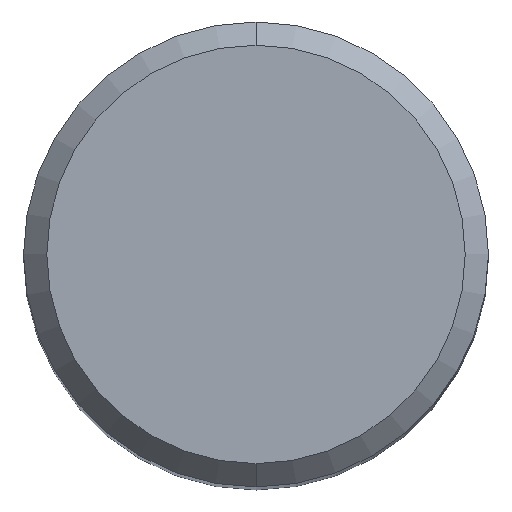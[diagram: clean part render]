
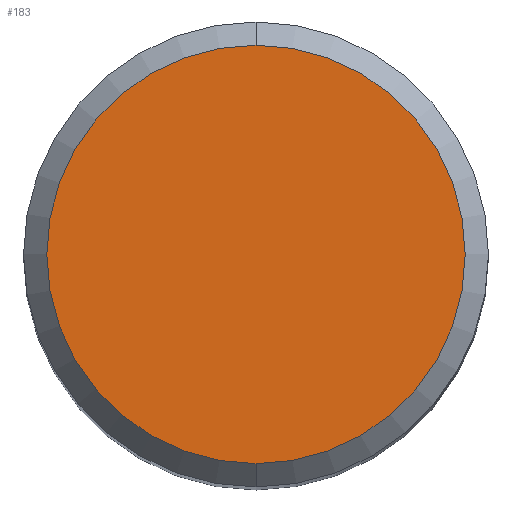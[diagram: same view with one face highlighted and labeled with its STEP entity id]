
A CAD part, top view. The second image highlights one B-rep face of the part: STEP entity #183.
In plain terms, the highlighted planar face has unit normal (0, 0, 1).
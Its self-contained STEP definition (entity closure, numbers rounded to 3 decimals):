
#119=VERTEX_POINT('',#273);
#175=VERTEX_POINT('',#334);
#183=ADVANCED_FACE('',(#344),#345,.T.);
#211=EDGE_CURVE('',#175,#119,#378,.T.);
#219=EDGE_CURVE('',#119,#175,#387,.T.);
#273=CARTESIAN_POINT('',(0.,-4.5,0.0));
#334=CARTESIAN_POINT('',(0.0,4.5,0.0));
#344=FACE_OUTER_BOUND('',#529,.T.);
#345=PLANE('',#530);
#378=CIRCLE('',#573,4.5);
#387=CIRCLE('',#586,4.5);
#529=EDGE_LOOP('',(#709,#710));
#530=AXIS2_PLACEMENT_3D('',#711,#712,#713);
#573=AXIS2_PLACEMENT_3D('',#766,#767,#768);
#586=AXIS2_PLACEMENT_3D('',#781,#782,#783);
#709=ORIENTED_EDGE('',*,*,#211,.F.);
#710=ORIENTED_EDGE('',*,*,#219,.F.);
#711=CARTESIAN_POINT('',(0.0,2.25,0.0));
#712=DIRECTION('',(-0.0,0.0,1.0));
#713=DIRECTION('',(0.0,-1.0,0.0));
#766=CARTESIAN_POINT('',(0.0,0.0,0.0));
#767=DIRECTION('',(0.0,0.0,-1.0));
#768=DIRECTION('',(0.0,1.0,0.0));
#781=CARTESIAN_POINT('',(0.0,0.0,0.0));
#782=DIRECTION('',(0.0,0.0,-1.0));
#783=DIRECTION('',(0.0,1.0,0.0));
